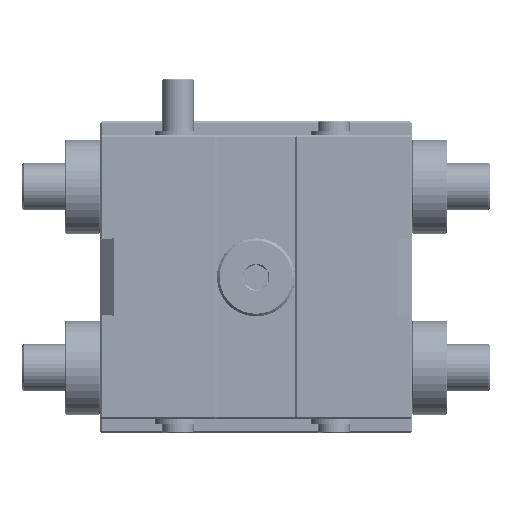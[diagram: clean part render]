
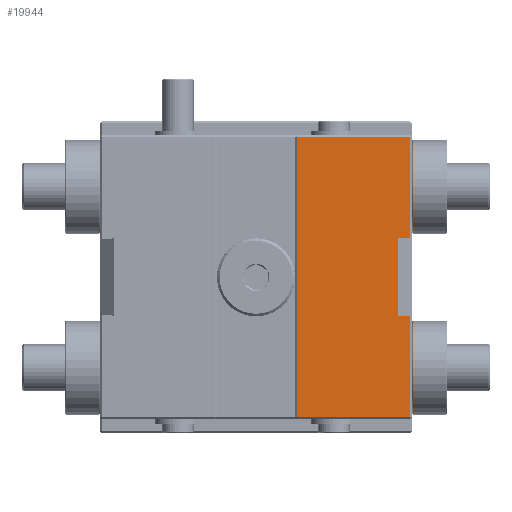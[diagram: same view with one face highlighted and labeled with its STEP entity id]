
A CAD part, front view. The second image highlights one B-rep face of the part: STEP entity #19944.
In plain terms, the highlighted planar face has unit normal (0, -1, 0).
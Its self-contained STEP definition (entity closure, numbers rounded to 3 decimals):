
#1461=PLANE('',#21389);
#2550=FACE_OUTER_BOUND('',#3816,.T.);
#3816=EDGE_LOOP('',(#15885,#15886,#15887,#15888,#15889,#15890,#15891,#15892));
#5136=LINE('',#52843,#6689);
#5159=LINE('',#52916,#6712);
#5182=LINE('',#52963,#6735);
#5194=LINE('',#52987,#6747);
#5205=LINE('',#53009,#6758);
#5211=LINE('',#53021,#6764);
#5227=LINE('',#53047,#6780);
#5237=LINE('',#53070,#6790);
#6689=VECTOR('',#24217,10.);
#6712=VECTOR('',#24288,10.);
#6735=VECTOR('',#24331,10.);
#6747=VECTOR('',#24353,10.);
#6758=VECTOR('',#24372,10.);
#6764=VECTOR('',#24384,10.);
#6780=VECTOR('',#24418,10.);
#6790=VECTOR('',#24446,10.);
#8988=VERTEX_POINT('',#52840);
#8989=VERTEX_POINT('',#52842);
#9015=VERTEX_POINT('',#52914);
#9029=VERTEX_POINT('',#52959);
#9030=VERTEX_POINT('',#52966);
#9036=VERTEX_POINT('',#52980);
#9043=VERTEX_POINT('',#53004);
#9046=VERTEX_POINT('',#53017);
#11395=EDGE_CURVE('',#8989,#8988,#5136,.T.);
#11431=EDGE_CURVE('',#9015,#8988,#5159,.T.);
#11455=EDGE_CURVE('',#8989,#9029,#5182,.T.);
#11467=EDGE_CURVE('',#9030,#9036,#5194,.T.);
#11478=EDGE_CURVE('',#9036,#9043,#5205,.T.);
#11484=EDGE_CURVE('',#9043,#9046,#5211,.T.);
#11500=EDGE_CURVE('',#9029,#9030,#5227,.T.);
#11511=EDGE_CURVE('',#9015,#9046,#5237,.T.);
#15885=ORIENTED_EDGE('',*,*,#11511,.T.);
#15886=ORIENTED_EDGE('',*,*,#11484,.F.);
#15887=ORIENTED_EDGE('',*,*,#11478,.F.);
#15888=ORIENTED_EDGE('',*,*,#11467,.F.);
#15889=ORIENTED_EDGE('',*,*,#11500,.F.);
#15890=ORIENTED_EDGE('',*,*,#11455,.F.);
#15891=ORIENTED_EDGE('',*,*,#11395,.T.);
#15892=ORIENTED_EDGE('',*,*,#11431,.F.);
#19944=ADVANCED_FACE('',(#2550),#1461,.T.);
#21389=AXIS2_PLACEMENT_3D('',#53074,#24450,#24451);
#24217=DIRECTION('',(-1.,0.,0.));
#24288=DIRECTION('',(0.,0.,-1.));
#24331=DIRECTION('',(0.,0.,-1.));
#24353=DIRECTION('',(0.,0.,1.));
#24372=DIRECTION('',(1.,0.,0.));
#24384=DIRECTION('',(0.,0.,-1.));
#24418=DIRECTION('',(-1.,0.,0.));
#24446=DIRECTION('',(1.,0.,0.));
#24450=DIRECTION('center_axis',(0.,-1.,0.));
#24451=DIRECTION('ref_axis',(-1.,0.,0.));
#52840=CARTESIAN_POINT('',(13.25,0.,-23.2));
#52842=CARTESIAN_POINT('',(14.75,0.,-23.2));
#52843=CARTESIAN_POINT('',(15.,0.,-23.2));
#52914=CARTESIAN_POINT('',(13.25,0.,-13.2));
#52916=CARTESIAN_POINT('',(13.25,0.,-11.6));
#52959=CARTESIAN_POINT('',(14.75,0.,-36.15));
#52963=CARTESIAN_POINT('',(14.75,0.,0.));
#52966=CARTESIAN_POINT('',(0.25,0.,-36.15));
#52980=CARTESIAN_POINT('',(0.25,0.,-0.25));
#52987=CARTESIAN_POINT('',(0.25,0.,0.));
#53004=CARTESIAN_POINT('',(14.75,0.,-0.25));
#53009=CARTESIAN_POINT('',(11.25,0.,-0.25));
#53017=CARTESIAN_POINT('',(14.75,0.,-13.2));
#53021=CARTESIAN_POINT('',(14.75,0.,0.));
#53047=CARTESIAN_POINT('',(11.25,0.,-36.15));
#53070=CARTESIAN_POINT('',(14.25,0.,-13.2));
#53074=CARTESIAN_POINT('Origin',(15.,0.,0.));
